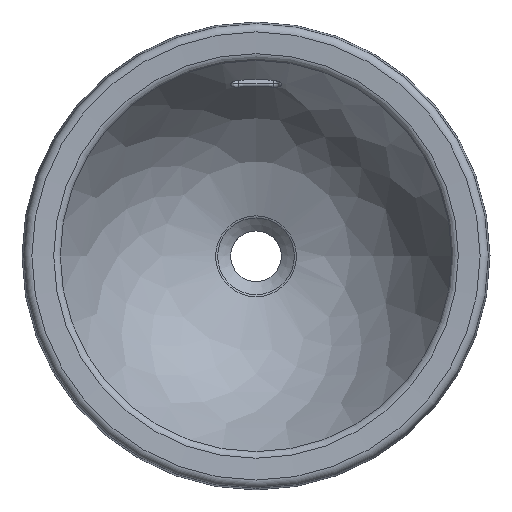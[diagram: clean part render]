
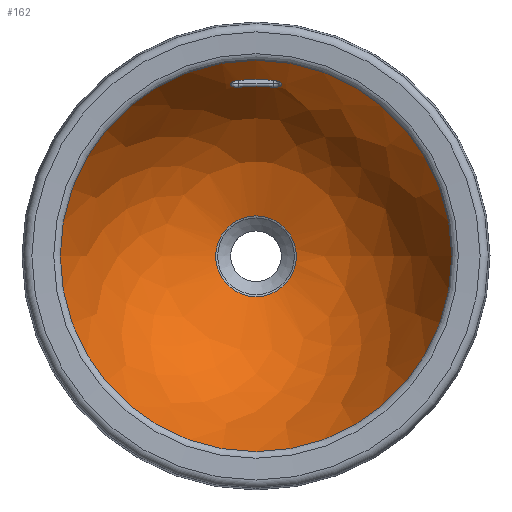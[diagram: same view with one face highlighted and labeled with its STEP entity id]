
A CAD part, top view. The second image highlights one B-rep face of the part: STEP entity #162.
In plain terms, the highlighted face is a revolution surface.
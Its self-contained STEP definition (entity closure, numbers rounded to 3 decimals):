
#45=SURFACE_OF_REVOLUTION('',#443,#47);
#47=AXIS1_PLACEMENT('',#1242,#599);
#97=FACE_BOUND('',#223,.T.);
#98=FACE_BOUND('',#224,.T.);
#99=FACE_BOUND('',#225,.T.);
#124=CIRCLE('',#476,38.801);
#132=CIRCLE('',#488,188.193);
#162=ADVANCED_FACE('',(#97,#98,#99),#45,.T.);
#223=EDGE_LOOP('',(#324,#325,#326,#327));
#224=EDGE_LOOP('',(#328));
#225=EDGE_LOOP('',(#329));
#324=ORIENTED_EDGE('',*,*,#396,.T.);
#325=ORIENTED_EDGE('',*,*,#392,.T.);
#326=ORIENTED_EDGE('',*,*,#394,.T.);
#327=ORIENTED_EDGE('',*,*,#397,.T.);
#328=ORIENTED_EDGE('',*,*,#412,.T.);
#329=ORIENTED_EDGE('',*,*,#420,.T.);
#348=VERTEX_POINT('',#1013);
#349=VERTEX_POINT('',#1020);
#350=VERTEX_POINT('',#1073);
#351=VERTEX_POINT('',#1096);
#360=VERTEX_POINT('',#1189);
#368=VERTEX_POINT('',#1209);
#392=EDGE_CURVE('',#348,#349,#436,.T.);
#394=EDGE_CURVE('',#349,#350,#438,.T.);
#396=EDGE_CURVE('',#351,#348,#440,.T.);
#397=EDGE_CURVE('',#350,#351,#441,.T.);
#412=EDGE_CURVE('',#360,#360,#124,.T.);
#420=EDGE_CURVE('',#368,#368,#132,.T.);
#436=B_SPLINE_CURVE_WITH_KNOTS('',3,(#1021,#1022,#1023,#1024,#1025,#1026,
#1027,#1028,#1029,#1030),.UNSPECIFIED.,.F.,.F.,(4,2,2,2,4),(0.,0.25,0.5,
0.75,1.),.UNSPECIFIED.);
#438=B_SPLINE_CURVE_WITH_KNOTS('',3,(#1074,#1075,#1076,#1077),
 .UNSPECIFIED.,.F.,.F.,(4,4),(0.,1.),.UNSPECIFIED.);
#440=B_SPLINE_CURVE_WITH_KNOTS('',3,(#1097,#1098,#1099,#1100),
 .UNSPECIFIED.,.F.,.F.,(4,4),(0.,1.),.UNSPECIFIED.);
#441=B_SPLINE_CURVE_WITH_KNOTS('',3,(#1113,#1114,#1115,#1116,#1117,#1118,
#1119,#1120,#1121,#1122),.UNSPECIFIED.,.F.,.F.,(4,2,2,2,4),(0.,0.25,0.5,
0.75,1.),.UNSPECIFIED.);
#443=B_SPLINE_CURVE_WITH_KNOTS('',3,(#1237,#1238,#1239,#1240,#1241),
 .UNSPECIFIED.,.F.,.F.,(4,1,4),(0.,0.5,1.),.UNSPECIFIED.);
#476=AXIS2_PLACEMENT_3D('',#1188,#560,#561);
#488=AXIS2_PLACEMENT_3D('',#1208,#584,#585);
#560=DIRECTION('',(0.,0.,-1.));
#561=DIRECTION('',(1.,0.,0.));
#584=DIRECTION('',(0.,0.,1.));
#585=DIRECTION('',(1.,0.,0.));
#599=DIRECTION('',(0.,0.,1.));
#1013=CARTESIAN_POINT('',(16.788,169.188,-47.579));
#1020=CARTESIAN_POINT('',(16.783,162.456,-61.689));
#1021=CARTESIAN_POINT('',(16.788,169.188,-47.579));
#1022=CARTESIAN_POINT('',(18.843,169.021,-47.499));
#1023=CARTESIAN_POINT('',(20.849,168.47,-48.179));
#1024=CARTESIAN_POINT('',(23.708,166.946,-50.65));
#1025=CARTESIAN_POINT('',(24.545,165.978,-52.447));
#1026=CARTESIAN_POINT('',(24.547,164.221,-56.122));
#1027=CARTESIAN_POINT('',(23.726,163.434,-57.994));
#1028=CARTESIAN_POINT('',(20.832,162.46,-60.764));
#1029=CARTESIAN_POINT('',(18.838,162.285,-61.607));
#1030=CARTESIAN_POINT('',(16.783,162.456,-61.689));
#1073=CARTESIAN_POINT('',(-16.783,162.456,-61.689));
#1074=CARTESIAN_POINT('',(16.783,162.456,-61.689));
#1075=CARTESIAN_POINT('',(5.618,163.386,-62.134));
#1076=CARTESIAN_POINT('',(-5.618,163.386,-62.134));
#1077=CARTESIAN_POINT('',(-16.783,162.456,-61.689));
#1096=CARTESIAN_POINT('',(-16.788,169.188,-47.579));
#1097=CARTESIAN_POINT('',(-16.788,169.188,-47.579));
#1098=CARTESIAN_POINT('',(-5.618,170.097,-48.015));
#1099=CARTESIAN_POINT('',(5.618,170.097,-48.015));
#1100=CARTESIAN_POINT('',(16.788,169.188,-47.579));
#1113=CARTESIAN_POINT('',(-16.783,162.456,-61.689));
#1114=CARTESIAN_POINT('',(-18.838,162.285,-61.607));
#1115=CARTESIAN_POINT('',(-20.843,162.464,-60.751));
#1116=CARTESIAN_POINT('',(-23.706,163.427,-58.015));
#1117=CARTESIAN_POINT('',(-24.544,164.216,-56.133));
#1118=CARTESIAN_POINT('',(-24.548,165.972,-52.458));
#1119=CARTESIAN_POINT('',(-23.728,166.935,-50.669));
#1120=CARTESIAN_POINT('',(-20.837,168.477,-48.167));
#1121=CARTESIAN_POINT('',(-18.843,169.021,-47.499));
#1122=CARTESIAN_POINT('',(-16.788,169.188,-47.579));
#1188=CARTESIAN_POINT('',(0.,0.,-159.655));
#1189=CARTESIAN_POINT('',(38.801,0.,-159.655));
#1208=CARTESIAN_POINT('',(0.,0.,-5.57));
#1209=CARTESIAN_POINT('',(188.193,0.,-5.57));
#1237=CARTESIAN_POINT('',(-190.,0.,-1.5));
#1238=CARTESIAN_POINT('',(-174.633,0.,-35.785));
#1239=CARTESIAN_POINT('',(-148.164,0.,-112.835));
#1240=CARTESIAN_POINT('',(-75.57,0.,-153.482));
#1241=CARTESIAN_POINT('',(-37.72,0.,-159.84));
#1242=CARTESIAN_POINT('',(0.,0.,0.));
